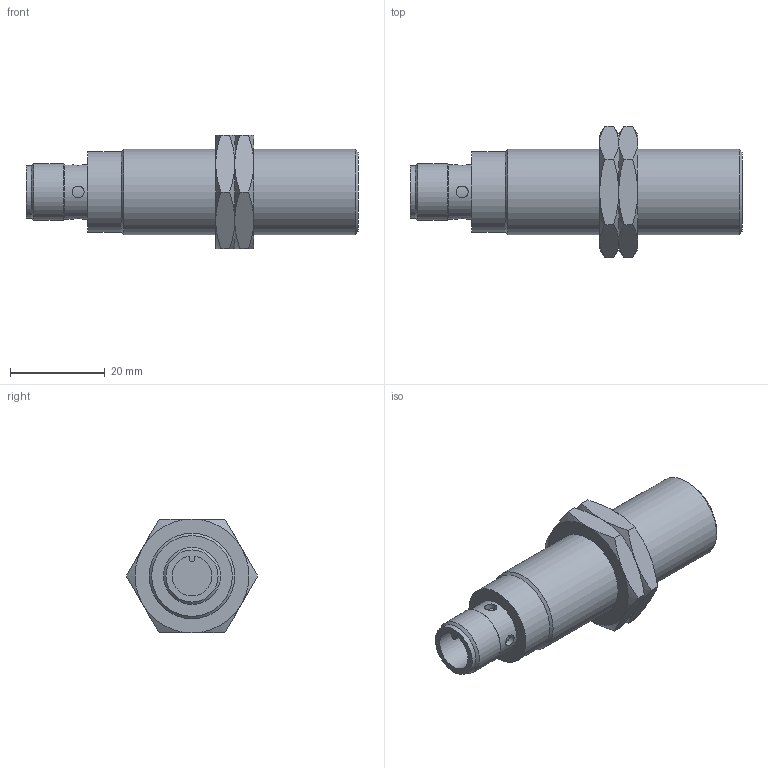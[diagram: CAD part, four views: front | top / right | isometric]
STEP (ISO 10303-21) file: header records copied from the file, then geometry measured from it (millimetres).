
FILE_DESCRIPTION (( 'STEP AP214' ), '1' );
FILE_NAME ('WSK-AN-3H.STEP', '2018-08-24T15:08:00', ( '' ), ( '' ), 'SwSTEP 2.0', 'SolidWorks 2017', '' );
FILE_SCHEMA (( 'AUTOMOTIVE_DESIGN' ));
Length unit declared in the file: inch
Products named in the file (1): WSK-AN-3H
Bounding box: 70 x 27.71 x 24 mm (x, y, z)
Volume: 17284.7 mm3; surface area: 6469.4 mm2
Topology: 3 solids, 3 shells, 71 faces, 153 edges, 93 vertices
Faces by surface type: cone 32, plane 22, cylinder 13, bspline 4
Full cylindrical faces by diameter (mm): 11 x1, 11.5 x1, 12 x1, 16.917 x2, 17 x1, 18 x1
Entity records: 3653 total; most frequent: CARTESIAN_POINT 1354, DIRECTION 250, ORIENTED_EDGE 246, EDGE_CURVE 123, AXIS2_PLACEMENT_3D 115, EDGE_LOOP 100, VERTEX_POINT 83, FACE_OUTER_BOUND 82
